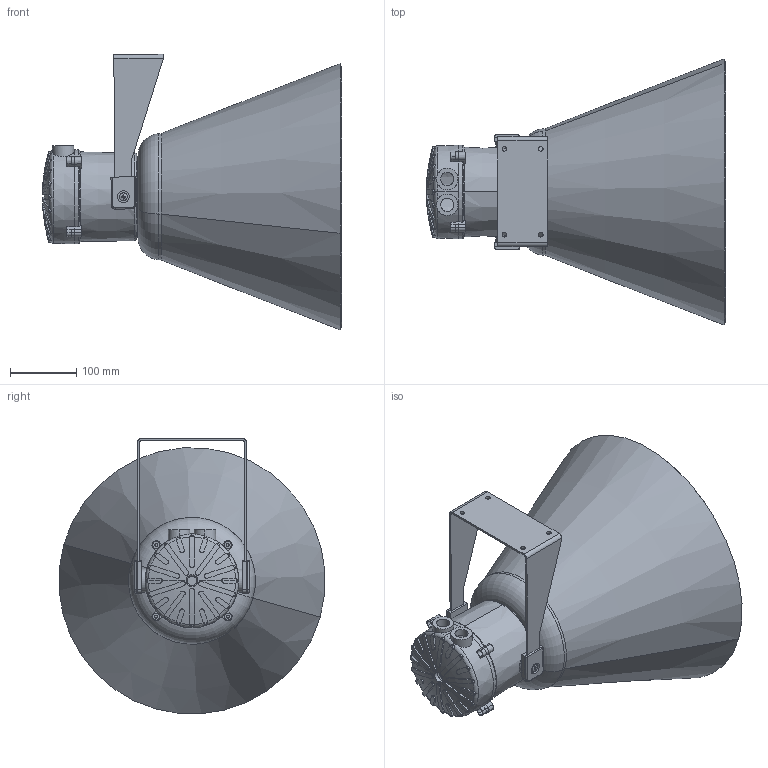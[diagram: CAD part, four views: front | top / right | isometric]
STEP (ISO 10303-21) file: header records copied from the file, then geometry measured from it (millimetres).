
FILE_DESCRIPTION (( 'STEP AP214' ), '1' );
FILE_NAME ('D207-05-151-3D_Issue_A.STEP', '2021-01-06T11:13:07', ( 'User' ), ( '' ), 'SwSTEP 2.0', 'SolidWorks 2020', '' );
FILE_SCHEMA (( 'AUTOMOTIVE_DESIGN' ));
Length unit declared in the file: millimetre
Products named in the file (12): a; D231-66-061-3D_Issue_A; S2H Nose Cone Disc; back cover; b; Stirrup subassy_S2H LARGE BRACKET; S2H Inner Horn_Default Grey; WAA300N2MM; M6 pan head; S2H Main Horn; D207-05-151-3D_Issue_A; E2X Sounder Enclosure
Assembly tree (14 placements, depth 3):
  D207-05-151-3D_Issue_A
    E2X Sounder Enclosure
    back cover
    WAA300N2MM
    Stirrup subassy_S2H LARGE BRACKET
      a  x2
      b  x2
      M6 pan head  x2
      D231-66-061-3D_Issue_A
    S2H Main Horn
    S2H Nose Cone Disc
    S2H Inner Horn_Default Grey
Bounding box: 452.41 x 402.17 x 416.67 mm (x, y, z)
Volume: 1912801.2 mm3; surface area: 1131305.1 mm2
Topology: 13 solids, 13 shells, 747 faces, 1948 edges, 1242 vertices
Faces by surface type: plane 267, cylinder 209, cone 114, torus 76, bspline 55, sphere 26
Entity records: 27147 total; most frequent: CARTESIAN_POINT 10699, ORIENTED_EDGE 3510, DIRECTION 3201, EDGE_CURVE 1755, AXIS2_PLACEMENT_3D 1324, VERTEX_POINT 1128, EDGE_LOOP 751, CIRCLE 687
